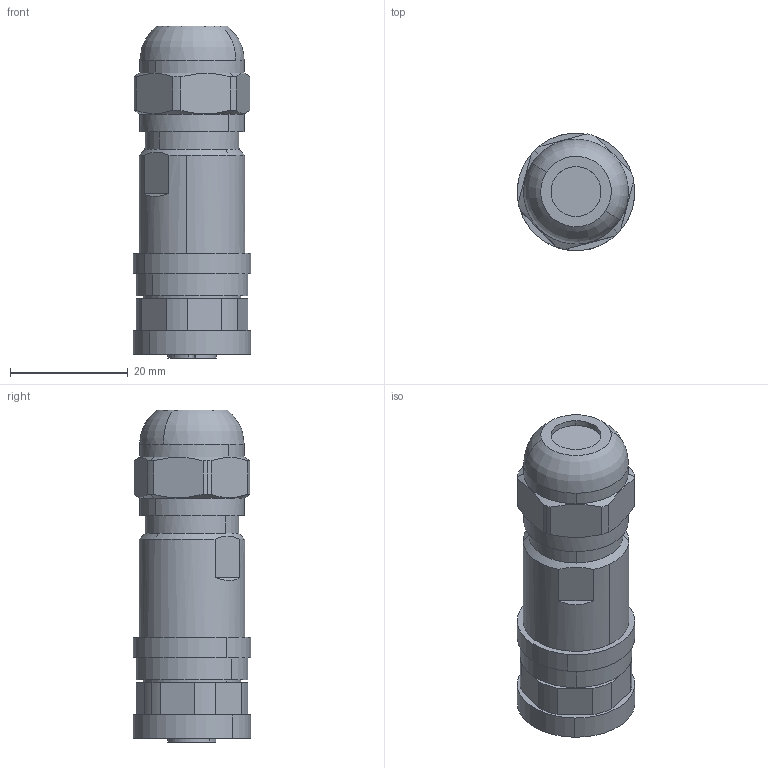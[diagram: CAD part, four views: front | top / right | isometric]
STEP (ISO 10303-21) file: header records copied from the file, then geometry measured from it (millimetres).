
FILE_DESCRIPTION(/* description */ ('Alibre Inc.'),/* implementation_level */ '2;1');
FILE_NAME(/* name */ 'export-782D3A65-016C-4204-B410-A19360CB404F',/* time_stamp */ '2023-07-24T20:52:06+02:00',/* author */ (''),/* organization */ (''),/* preprocessor_version */ 'ST-DEVELOPER v17',/* originating_system */ 'Alibre',/* authorisation */ '');
FILE_SCHEMA (('AUTOMOTIVE_DESIGN'));
Length unit declared in the file: millimetre
Products named in the file (2): SACC_M12FS_8CON_PG9_SH-select
Bounding box: 19.96 x 19.96 x 56.5 mm (x, y, z)
Volume: 14098.6 mm3; surface area: 4699.8 mm2
Topology: 1 solids, 1 shells, 118 faces, 306 edges, 208 vertices
Faces by surface type: cylinder 56, plane 38, cone 22, torus 2
Entity records: 3896 total; most frequent: CARTESIAN_POINT 794, DIRECTION 654, ORIENTED_EDGE 612, EDGE_CURVE 306, AXIS2_PLACEMENT_3D 290, VERTEX_POINT 208, CIRCLE 168, EDGE_LOOP 136
